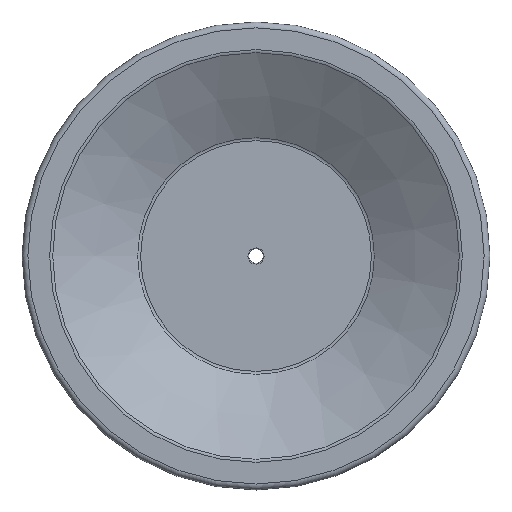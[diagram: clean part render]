
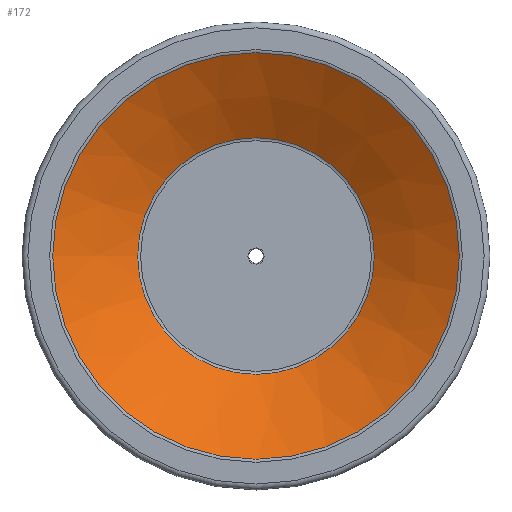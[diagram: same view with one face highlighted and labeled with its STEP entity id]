
A CAD part, top view. The second image highlights one B-rep face of the part: STEP entity #172.
In plain terms, the highlighted conical face has half-angle 59.03 degrees and reference radius 54.999 mm.
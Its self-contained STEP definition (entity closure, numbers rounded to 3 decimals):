
#18=CONICAL_SURFACE('',#214,54.999,1.03);
#25=LINE('',#330,#30);
#30=VECTOR('',#280,54.999);
#42=FACE_OUTER_BOUND('',#55,.T.);
#55=EDGE_LOOP('',(#148,#149,#150,#151));
#71=CIRCLE('',#212,40.475);
#73=CIRCLE('',#215,69.524);
#85=VERTEX_POINT('',#324);
#86=VERTEX_POINT('',#328);
#105=EDGE_CURVE('',#85,#85,#71,.T.);
#107=EDGE_CURVE('',#86,#86,#73,.T.);
#108=EDGE_CURVE('',#86,#85,#25,.T.);
#148=ORIENTED_EDGE('',*,*,#107,.F.);
#149=ORIENTED_EDGE('',*,*,#108,.T.);
#150=ORIENTED_EDGE('',*,*,#105,.F.);
#151=ORIENTED_EDGE('',*,*,#108,.F.);
#172=ADVANCED_FACE('',(#42),#18,.F.);
#212=AXIS2_PLACEMENT_3D('',#325,#272,#273);
#214=AXIS2_PLACEMENT_3D('',#327,#276,#277);
#215=AXIS2_PLACEMENT_3D('',#329,#278,#279);
#272=DIRECTION('center_axis',(0.,0.,1.));
#273=DIRECTION('ref_axis',(-1.,0.,0.));
#276=DIRECTION('center_axis',(0.,0.,1.));
#277=DIRECTION('ref_axis',(1.,0.,0.));
#278=DIRECTION('center_axis',(0.,0.,-1.));
#279=DIRECTION('ref_axis',(-1.,0.,0.));
#280=DIRECTION('',(0.857,0.,-0.515));
#324=CARTESIAN_POINT('',(-40.475,0.,2.285));
#325=CARTESIAN_POINT('Origin',(0.,0.,2.285));
#327=CARTESIAN_POINT('Origin',(0.,0.,11.002));
#328=CARTESIAN_POINT('',(-69.524,0.,19.719));
#329=CARTESIAN_POINT('Origin',(0.,0.,19.719));
#330=CARTESIAN_POINT('',(-54.999,0.,11.002));
